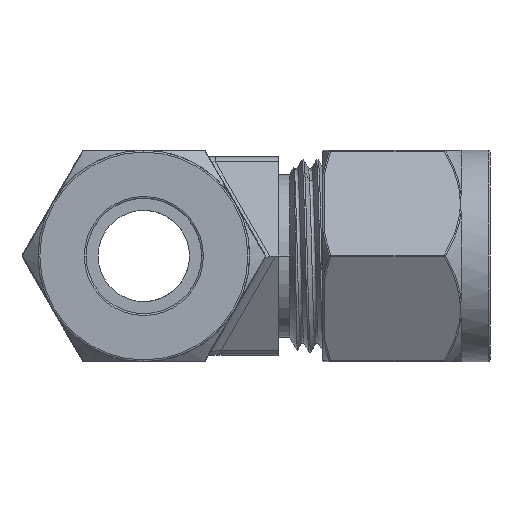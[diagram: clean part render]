
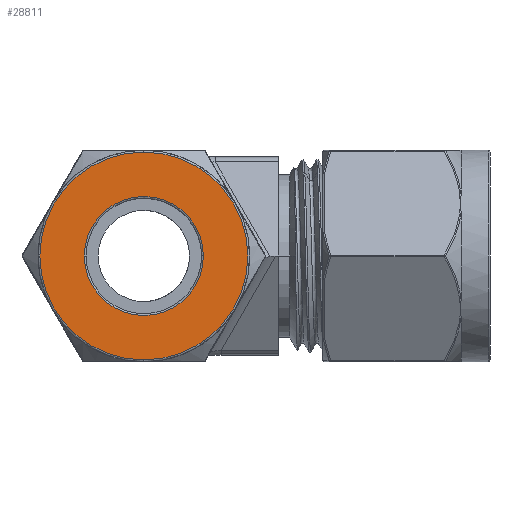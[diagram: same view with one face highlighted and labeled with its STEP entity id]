
A CAD part, left-side view. The second image highlights one B-rep face of the part: STEP entity #28811.
In plain terms, the highlighted face is planar.
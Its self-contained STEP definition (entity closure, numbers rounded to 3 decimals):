
#25738=CARTESIAN_POINT('',(0.,0.,0.));
#25739=DIRECTION('',(-1.,0.,0.));
#25740=DIRECTION('',(0.,1.,0.));
#25741=AXIS2_PLACEMENT_3D('',#25738,#25739,#25740);
#25743=CARTESIAN_POINT('',(0.,0.,0.));
#25744=DIRECTION('',(-1.,0.,0.));
#25745=DIRECTION('',(0.,-1.,0.));
#25746=AXIS2_PLACEMENT_3D('',#25743,#25744,#25745);
#25748=CARTESIAN_POINT('',(0.,0.,0.));
#25749=DIRECTION('',(1.,0.,0.));
#25750=DIRECTION('',(0.,0.,-1.));
#25751=AXIS2_PLACEMENT_3D('',#25748,#25749,#25750);
#25753=CARTESIAN_POINT('',(0.,0.,0.));
#25754=DIRECTION('',(1.,0.,0.));
#25755=DIRECTION('',(0.,0.,1.));
#25756=AXIS2_PLACEMENT_3D('',#25753,#25754,#25755);
#28621=CARTESIAN_POINT('',(0.,6.188,0.));
#28622=CARTESIAN_POINT('',(0.,-6.188,0.));
#28623=VERTEX_POINT('',#28621);
#28624=VERTEX_POINT('',#28622);
#28783=CARTESIAN_POINT('',(0.,0.,-10.813));
#28784=CARTESIAN_POINT('',(0.,0.,10.813));
#28785=VERTEX_POINT('',#28783);
#28786=VERTEX_POINT('',#28784);
#28794=CARTESIAN_POINT('',(0.,0.,0.));
#28795=DIRECTION('',(1.,0.,0.));
#28796=DIRECTION('',(0.,-1.,0.));
#28797=AXIS2_PLACEMENT_3D('',#28794,#28795,#28796);
#28798=PLANE('',#28797);
#28800=ORIENTED_EDGE('',*,*,#28799,.F.);
#28802=ORIENTED_EDGE('',*,*,#28801,.F.);
#28803=EDGE_LOOP('',(#28800,#28802));
#28804=FACE_OUTER_BOUND('',#28803,.F.);
#28806=ORIENTED_EDGE('',*,*,#28805,.F.);
#28808=ORIENTED_EDGE('',*,*,#28807,.F.);
#28809=EDGE_LOOP('',(#28806,#28808));
#28810=FACE_BOUND('',#28809,.F.);
#25742=CIRCLE('',#25741,6.188);
#25747=CIRCLE('',#25746,6.188);
#25752=CIRCLE('',#25751,10.813);
#25757=CIRCLE('',#25756,10.813);
#28799=EDGE_CURVE('',#28785,#28786,#25752,.T.);
#28801=EDGE_CURVE('',#28786,#28785,#25757,.T.);
#28805=EDGE_CURVE('',#28623,#28624,#25742,.T.);
#28807=EDGE_CURVE('',#28624,#28623,#25747,.T.);
#28811=ADVANCED_FACE('',(#28804,#28810),#28798,.T.);
